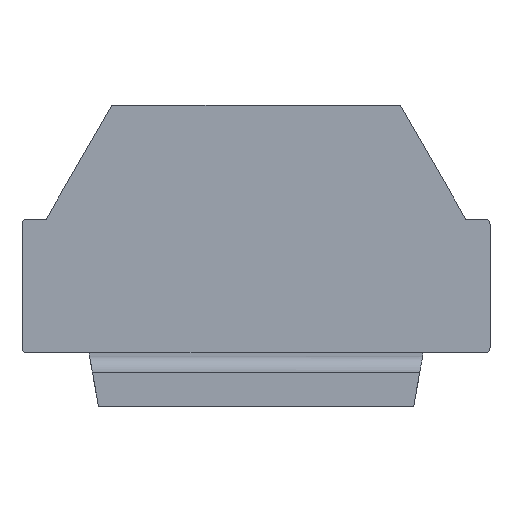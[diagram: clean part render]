
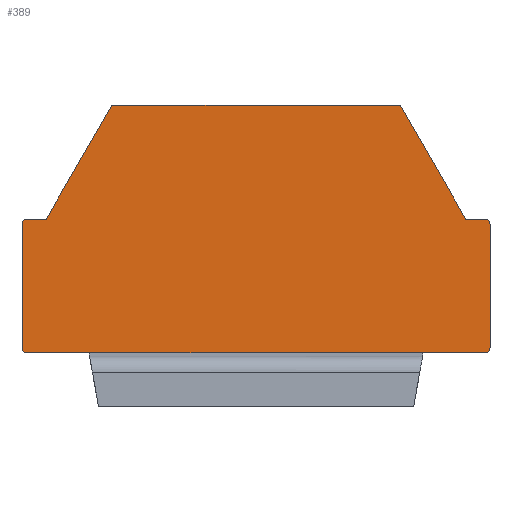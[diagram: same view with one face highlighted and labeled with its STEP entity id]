
A CAD part, top view. The second image highlights one B-rep face of the part: STEP entity #389.
In plain terms, the highlighted planar face has unit normal (0, 0, 1).
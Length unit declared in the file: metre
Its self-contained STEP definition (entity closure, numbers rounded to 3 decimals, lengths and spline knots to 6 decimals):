
#389 = ADVANCED_FACE( '', ( #743 ), #744, .T. );
#743 = FACE_OUTER_BOUND( '', #940, .T. );
#744 = PLANE( '', #941 );
#773 = EDGE_CURVE( 'NONE', #970, #971, #972, .T. );
#788 = EDGE_CURVE( 'NONE', #996, #971, #997, .T. );
#801 = EDGE_CURVE( 'NONE', #1020, #1018, #1021, .T. );
#827 = EDGE_CURVE( 'NONE', #1066, #1067, #1068, .T. );
#873 = EDGE_CURVE( 'NONE', #1140, #1141, #1142, .T. );
#880 = EDGE_CURVE( 'NONE', #1154, #1152, #1155, .T. );
#889 = EDGE_CURVE( 'NONE', #1166, #1152, #1167, .T. );
#893 = EDGE_CURVE( 'NONE', #1154, #1018, #1172, .T. );
#899 = EDGE_CURVE( 'NONE', #1141, #970, #1178, .T. );
#908 = EDGE_CURVE( 'NONE', #1189, #1067, #1190, .T. );
#919 = EDGE_CURVE( 'NONE', #1189, #1043, #1202, .T. );
#922 = EDGE_CURVE( 'NONE', #1140, #1020, #1205, .T. );
#937 = EDGE_CURVE( 'NONE', #1066, #996, #1228, .T. );
#940 = EDGE_LOOP( '', ( #1231, #1232, #1233, #1234, #1235, #1236, #1237, #1238, #1239, #1240, #1241, #1242, #1243, #1244 ) );
#941 = AXIS2_PLACEMENT_3D( '', #1245, #1246, #1247 );
#970 = VERTEX_POINT( 'NONE', #1367 );
#971 = VERTEX_POINT( 'NONE', #1368 );
#972 = LINE( '', #1369, #1370 );
#996 = VERTEX_POINT( 'NONE', #1414 );
#997 = LINE( '', #1415, #1416 );
#1018 = VERTEX_POINT( 'NONE', #1445 );
#1020 = VERTEX_POINT( 'NONE', #1448 );
#1021 = CIRCLE( '', #1449, 0.0003 );
#1043 = VERTEX_POINT( 'NONE', #1490 );
#1066 = VERTEX_POINT( 'NONE', #1542 );
#1067 = VERTEX_POINT( 'NONE', #1543 );
#1068 = LINE( '', #1544, #1545 );
#1140 = VERTEX_POINT( 'NONE', #1676 );
#1141 = VERTEX_POINT( 'NONE', #1677 );
#1142 = LINE( '', #1678, #1679 );
#1152 = VERTEX_POINT( 'NONE', #1692 );
#1154 = VERTEX_POINT( 'NONE', #1695 );
#1155 = CIRCLE( '', #1696, 0.0003 );
#1166 = VERTEX_POINT( 'NONE', #1711 );
#1167 = LINE( '', #1712, #1713 );
#1172 = LINE( '', #1720, #1721 );
#1178 = LINE( '', #1730, #1731 );
#1189 = VERTEX_POINT( 'NONE', #1746 );
#1190 = CIRCLE( '', #1747, 0.0003 );
#1202 = LINE( '', #1764, #1765 );
#1205 = LINE( '', #1769, #1770 );
#1228 = CIRCLE( '', #1822, 0.0003 );
#1231 = ORIENTED_EDGE( '', *, *, #1826, .T. );
#1232 = ORIENTED_EDGE( '', *, *, #919, .F. );
#1233 = ORIENTED_EDGE( '', *, *, #908, .T. );
#1234 = ORIENTED_EDGE( '', *, *, #827, .F. );
#1235 = ORIENTED_EDGE( '', *, *, #937, .T. );
#1236 = ORIENTED_EDGE( '', *, *, #788, .T. );
#1237 = ORIENTED_EDGE( '', *, *, #773, .F. );
#1238 = ORIENTED_EDGE( '', *, *, #899, .F. );
#1239 = ORIENTED_EDGE( '', *, *, #873, .F. );
#1240 = ORIENTED_EDGE( '', *, *, #922, .T. );
#1241 = ORIENTED_EDGE( '', *, *, #801, .T. );
#1242 = ORIENTED_EDGE( '', *, *, #893, .F. );
#1243 = ORIENTED_EDGE( '', *, *, #880, .T. );
#1244 = ORIENTED_EDGE( '', *, *, #889, .F. );
#1245 = CARTESIAN_POINT( '', ( 0.071994, 0.0017, -0.0097 ) );
#1246 = DIRECTION( '', ( 0., 0., 1. ) );
#1247 = DIRECTION( '', ( 1., 0., 0. ) );
#1367 = CARTESIAN_POINT( '', ( 0.094638, 0.018, -0.0097 ) );
#1368 = CARTESIAN_POINT( '', ( 0.098557, 0.0112, -0.0097 ) );
#1369 = CARTESIAN_POINT( '', ( 0.098557, 0.0112, -0.0097 ) );
#1370 = VECTOR( '', #1838, 1. );
#1414 = CARTESIAN_POINT( '', ( 0.0997, 0.0112, -0.0097 ) );
#1415 = CARTESIAN_POINT( '', ( 0.071994, 0.0112, -0.0097 ) );
#1416 = VECTOR( '', #1849, 1. );
#1445 = CARTESIAN_POINT( '', ( 0.071994, 0.0109, -0.0097 ) );
#1448 = CARTESIAN_POINT( '', ( 0.072294, 0.0112, -0.0097 ) );
#1449 = AXIS2_PLACEMENT_3D( '', #1862, #1863, #1864 );
#1490 = CARTESIAN_POINT( '', ( 0.095999, 0.0032, -0.0097 ) );
#1542 = CARTESIAN_POINT( '', ( 0.1, 0.0109, -0.0097 ) );
#1543 = CARTESIAN_POINT( '', ( 0.1, 0.0035, -0.0097 ) );
#1544 = CARTESIAN_POINT( '', ( 0.1, 0.0035, -0.0097 ) );
#1545 = VECTOR( '', #1883, 1. );
#1676 = CARTESIAN_POINT( '', ( 0.073437, 0.0112, -0.0097 ) );
#1677 = CARTESIAN_POINT( '', ( 0.077368, 0.018, -0.0097 ) );
#1678 = CARTESIAN_POINT( '', ( 0.077368, 0.018, -0.0097 ) );
#1679 = VECTOR( '', #1926, 1. );
#1692 = CARTESIAN_POINT( '', ( 0.072294, 0.0032, -0.0097 ) );
#1695 = CARTESIAN_POINT( '', ( 0.071994, 0.0035, -0.0097 ) );
#1696 = AXIS2_PLACEMENT_3D( '', #1934, #1935, #1936 );
#1711 = CARTESIAN_POINT( '', ( 0.075999, 0.0032, -0.0097 ) );
#1712 = CARTESIAN_POINT( '', ( 0.072294, 0.0032, -0.0097 ) );
#1713 = VECTOR( '', #1944, 1. );
#1720 = CARTESIAN_POINT( '', ( 0.071994, 0.0035, -0.0097 ) );
#1721 = VECTOR( '', #1947, 1. );
#1730 = CARTESIAN_POINT( '', ( 0.077368, 0.018, -0.0097 ) );
#1731 = VECTOR( '', #1951, 1. );
#1746 = CARTESIAN_POINT( '', ( 0.0997, 0.0032, -0.0097 ) );
#1747 = AXIS2_PLACEMENT_3D( '', #1959, #1960, #1961 );
#1764 = CARTESIAN_POINT( '', ( 0.095999, 0.0032, -0.0097 ) );
#1765 = VECTOR( '', #1967, 1. );
#1769 = CARTESIAN_POINT( '', ( 0.071994, 0.0112, -0.0097 ) );
#1770 = VECTOR( '', #1969, 1. );
#1822 = AXIS2_PLACEMENT_3D( '', #1982, #1983, #1984 );
#1826 = EDGE_CURVE( 'NONE', #1166, #1043, #1986, .T. );
#1838 = DIRECTION( '', ( 0.499, -0.866, 0. ) );
#1849 = DIRECTION( '', ( -1., 0., 0. ) );
#1862 = CARTESIAN_POINT( '', ( 0.072294, 0.0109, -0.0097 ) );
#1863 = DIRECTION( '', ( 0., 0., 1. ) );
#1864 = DIRECTION( '', ( -1., 0., 0. ) );
#1883 = DIRECTION( '', ( 0., -1., 0. ) );
#1926 = DIRECTION( '', ( 0.501, 0.866, 0. ) );
#1934 = CARTESIAN_POINT( '', ( 0.072294, 0.0035, -0.0097 ) );
#1935 = DIRECTION( '', ( 0., 0., 1. ) );
#1936 = DIRECTION( '', ( -1., 0., 0. ) );
#1944 = DIRECTION( '', ( -1., 0., 0. ) );
#1947 = DIRECTION( '', ( 0., 1., 0. ) );
#1951 = DIRECTION( '', ( 1., 0., 0. ) );
#1959 = CARTESIAN_POINT( '', ( 0.0997, 0.0035, -0.0097 ) );
#1960 = DIRECTION( '', ( 0., 0., 1. ) );
#1961 = DIRECTION( '', ( -1., 0., 0. ) );
#1967 = DIRECTION( '', ( -1., 0., 0. ) );
#1969 = DIRECTION( '', ( -1., 0., 0. ) );
#1982 = CARTESIAN_POINT( '', ( 0.0997, 0.0109, -0.0097 ) );
#1983 = DIRECTION( '', ( 0., 0., 1. ) );
#1984 = DIRECTION( '', ( -1., 0., 0. ) );
#1986 = LINE( '', #1998, #1999 );
#1998 = CARTESIAN_POINT( '', ( 0.084403, 0.0032, -0.0097 ) );
#1999 = VECTOR( '', #2022, 1. );
#2022 = DIRECTION( '', ( 1., 0., 0. ) );
